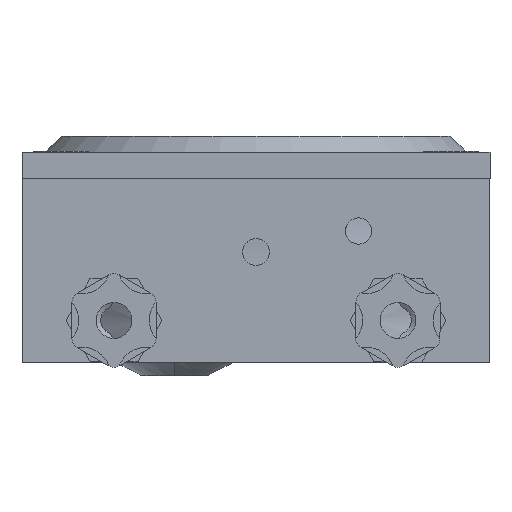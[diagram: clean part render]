
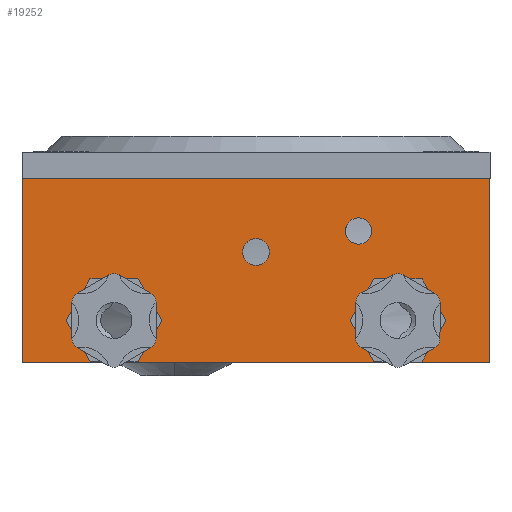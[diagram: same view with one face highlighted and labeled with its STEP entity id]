
A CAD part, front view. The second image highlights one B-rep face of the part: STEP entity #19252.
In plain terms, the highlighted planar face has unit normal (0, -1, 0).
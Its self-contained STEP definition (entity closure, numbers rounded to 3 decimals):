
#525 = AXIS2_PLACEMENT_3D ( 'NONE', #28277, #41657, #24942 ) ;
#1199 = CARTESIAN_POINT ( 'NONE',  ( -66.224, -0.846, 134.75 ) ) ;
#1265 = EDGE_CURVE ( 'NONE', #17147, #28021, #4298, .T. ) ;
#1519 = EDGE_CURVE ( 'NONE', #7884, #34901, #10488, .T. ) ;
#1894 = EDGE_CURVE ( 'NONE', #4131, #22957, #16070, .T. ) ;
#2197 = EDGE_CURVE ( 'NONE', #18873, #31661, #23795, .T. ) ;
#2494 = EDGE_CURVE ( 'NONE', #28021, #17147, #5627, .T. ) ;
#2648 = ORIENTED_EDGE ( 'NONE', *, *, #1519, .F. ) ;
#2690 = CARTESIAN_POINT ( 'NONE',  ( 5.276, -0.846, 112.495 ) ) ;
#2844 = VERTEX_POINT ( 'NONE', #35921 ) ;
#2952 = DIRECTION ( 'NONE',  ( 0., 0., -1. ) ) ;
#3098 = CARTESIAN_POINT ( 'NONE',  ( -2.224, -0.846, 127.25 ) ) ;
#3689 = FACE_BOUND ( 'NONE', #40885, .T. ) ;
#4011 = ORIENTED_EDGE ( 'NONE', *, *, #26753, .F. ) ;
#4131 = VERTEX_POINT ( 'NONE', #2690 ) ;
#4298 = CIRCLE ( 'NONE', #7618, 2.553 ) ;
#4598 = DIRECTION ( 'NONE',  ( 0., -1., 0. ) ) ;
#5590 = EDGE_CURVE ( 'NONE', #23406, #2844, #32937, .T. ) ;
#5627 = CIRCLE ( 'NONE', #15518, 2.553 ) ;
#5799 = ORIENTED_EDGE ( 'NONE', *, *, #29862, .F. ) ;
#6072 = DIRECTION ( 'NONE',  ( 0., -1., 0. ) ) ;
#7158 = ORIENTED_EDGE ( 'NONE', *, *, #2494, .F. ) ;
#7296 = CARTESIAN_POINT ( 'NONE',  ( 5.276, -0.846, 107.75 ) ) ;
#7618 = AXIS2_PLACEMENT_3D ( 'NONE', #35729, #6072, #16000 ) ;
#7884 = VERTEX_POINT ( 'NONE', #40154 ) ;
#8029 = CIRCLE ( 'NONE', #22645, 4.745 ) ;
#8343 = DIRECTION ( 'NONE',  ( 0., 0., -1. ) ) ;
#8589 = CARTESIAN_POINT ( 'NONE',  ( -21.724, -0.846, 118.197 ) ) ;
#10073 = CARTESIAN_POINT ( 'NONE',  ( 22.776, -0.846, 99.75 ) ) ;
#10364 = CARTESIAN_POINT ( 'NONE',  ( -21.724, -0.846, 120.75 ) ) ;
#10488 = CIRCLE ( 'NONE', #35035, 2.5 ) ;
#10706 = CARTESIAN_POINT ( 'NONE',  ( 22.776, -0.846, 134.75 ) ) ;
#11105 = AXIS2_PLACEMENT_3D ( 'NONE', #34787, #4598, #8343 ) ;
#11770 = VECTOR ( 'NONE', #36540, 1000. ) ;
#11950 = FACE_BOUND ( 'NONE', #42294, .T. ) ;
#12348 = VECTOR ( 'NONE', #40303, 1000. ) ;
#12933 = CARTESIAN_POINT ( 'NONE',  ( 5.276, -0.846, 103.005 ) ) ;
#12994 = CIRCLE ( 'NONE', #38958, 4.745 ) ;
#13240 = ORIENTED_EDGE ( 'NONE', *, *, #1265, .F. ) ;
#15046 = ORIENTED_EDGE ( 'NONE', *, *, #5590, .F. ) ;
#15510 = CARTESIAN_POINT ( 'NONE',  ( -21.724, -0.846, 123.303 ) ) ;
#15518 = AXIS2_PLACEMENT_3D ( 'NONE', #10364, #20308, #26958 ) ;
#15667 = DIRECTION ( 'NONE',  ( 0., -1., 0. ) ) ;
#16000 = DIRECTION ( 'NONE',  ( 0., 0., -1. ) ) ;
#16070 = CIRCLE ( 'NONE', #31327, 4.745 ) ;
#16757 = CARTESIAN_POINT ( 'NONE',  ( 22.776, -0.846, 99.75 ) ) ;
#16799 = ORIENTED_EDGE ( 'NONE', *, *, #35692, .F. ) ;
#17147 = VERTEX_POINT ( 'NONE', #15510 ) ;
#17403 = ORIENTED_EDGE ( 'NONE', *, *, #36203, .T. ) ;
#17486 = LINE ( 'NONE', #30384, #12348 ) ;
#17806 = CARTESIAN_POINT ( 'NONE',  ( 22.776, -0.846, 112.75 ) ) ;
#18873 = VERTEX_POINT ( 'NONE', #1199 ) ;
#19039 = VERTEX_POINT ( 'NONE', #24304 ) ;
#19252 = ADVANCED_FACE ( 'NONE', ( #28486, #19690, #11950, #3689, #23333 ), #41879, .T. ) ;
#19571 = CARTESIAN_POINT ( 'NONE',  ( 5.276, -0.846, 107.75 ) ) ;
#19690 = FACE_BOUND ( 'NONE', #37533, .T. ) ;
#20308 = DIRECTION ( 'NONE',  ( 0., -1., 0. ) ) ;
#22110 = DIRECTION ( 'NONE',  ( 0., 0., -1. ) ) ;
#22447 = DIRECTION ( 'NONE',  ( 1., 0., 0. ) ) ;
#22628 = CARTESIAN_POINT ( 'NONE',  ( -2.224, -0.846, 124.75 ) ) ;
#22645 = AXIS2_PLACEMENT_3D ( 'NONE', #19571, #35649, #2952 ) ;
#22957 = VERTEX_POINT ( 'NONE', #12933 ) ;
#23333 = FACE_OUTER_BOUND ( 'NONE', #29087, .T. ) ;
#23406 = VERTEX_POINT ( 'NONE', #16757 ) ;
#23510 = AXIS2_PLACEMENT_3D ( 'NONE', #38674, #34864, #22110 ) ;
#23795 = LINE ( 'NONE', #42057, #34147 ) ;
#24304 = CARTESIAN_POINT ( 'NONE',  ( -48.724, -0.846, 112.495 ) ) ;
#24386 = CIRCLE ( 'NONE', #525, 2.5 ) ;
#24942 = DIRECTION ( 'NONE',  ( 0., 0., -1. ) ) ;
#25143 = VERTEX_POINT ( 'NONE', #28874 ) ;
#26277 = CIRCLE ( 'NONE', #11105, 4.745 ) ;
#26753 = EDGE_CURVE ( 'NONE', #19039, #25143, #12994, .T. ) ;
#26958 = DIRECTION ( 'NONE',  ( 0., 0., -1. ) ) ;
#27419 = CARTESIAN_POINT ( 'NONE',  ( -48.724, -0.846, 107.75 ) ) ;
#27831 = DIRECTION ( 'NONE',  ( 0., 0., 1. ) ) ;
#28021 = VERTEX_POINT ( 'NONE', #8589 ) ;
#28277 = CARTESIAN_POINT ( 'NONE',  ( -2.224, -0.846, 124.75 ) ) ;
#28486 = FACE_BOUND ( 'NONE', #29805, .T. ) ;
#28874 = CARTESIAN_POINT ( 'NONE',  ( -48.724, -0.846, 103.005 ) ) ;
#29087 = EDGE_LOOP ( 'NONE', ( #41247, #16799, #15046, #17403 ) ) ;
#29219 = EDGE_CURVE ( 'NONE', #22957, #4131, #8029, .T. ) ;
#29304 = DIRECTION ( 'NONE',  ( 0., 0., -1. ) ) ;
#29805 = EDGE_LOOP ( 'NONE', ( #37964, #38250 ) ) ;
#29862 = EDGE_CURVE ( 'NONE', #25143, #19039, #26277, .T. ) ;
#30384 = CARTESIAN_POINT ( 'NONE',  ( -66.224, -0.846, 112.75 ) ) ;
#30437 = DIRECTION ( 'NONE',  ( 0., -1., 0. ) ) ;
#31327 = AXIS2_PLACEMENT_3D ( 'NONE', #7296, #30437, #33719 ) ;
#31661 = VERTEX_POINT ( 'NONE', #10706 ) ;
#32740 = ORIENTED_EDGE ( 'NONE', *, *, #34696, .F. ) ;
#32937 = LINE ( 'NONE', #10073, #11770 ) ;
#33719 = DIRECTION ( 'NONE',  ( 0., 0., -1. ) ) ;
#34147 = VECTOR ( 'NONE', #22447, 1000. ) ;
#34339 = DIRECTION ( 'NONE',  ( 0., -1., 0. ) ) ;
#34696 = EDGE_CURVE ( 'NONE', #34901, #7884, #24386, .T. ) ;
#34787 = CARTESIAN_POINT ( 'NONE',  ( -48.724, -0.846, 107.75 ) ) ;
#34864 = DIRECTION ( 'NONE',  ( 0., -1., 0. ) ) ;
#34901 = VERTEX_POINT ( 'NONE', #3098 ) ;
#35035 = AXIS2_PLACEMENT_3D ( 'NONE', #22628, #15667, #29304 ) ;
#35532 = LINE ( 'NONE', #17806, #40779 ) ;
#35649 = DIRECTION ( 'NONE',  ( 0., -1., 0. ) ) ;
#35692 = EDGE_CURVE ( 'NONE', #2844, #18873, #17486, .T. ) ;
#35729 = CARTESIAN_POINT ( 'NONE',  ( -21.724, -0.846, 120.75 ) ) ;
#35921 = CARTESIAN_POINT ( 'NONE',  ( -66.224, -0.846, 99.75 ) ) ;
#36203 = EDGE_CURVE ( 'NONE', #23406, #31661, #35532, .T. ) ;
#36540 = DIRECTION ( 'NONE',  ( -1., 0., 0. ) ) ;
#37533 = EDGE_LOOP ( 'NONE', ( #5799, #4011 ) ) ;
#37964 = ORIENTED_EDGE ( 'NONE', *, *, #29219, .F. ) ;
#38250 = ORIENTED_EDGE ( 'NONE', *, *, #1894, .F. ) ;
#38674 = CARTESIAN_POINT ( 'NONE',  ( -66.224, -0.846, 112.75 ) ) ;
#38958 = AXIS2_PLACEMENT_3D ( 'NONE', #27419, #34339, #41073 ) ;
#40154 = CARTESIAN_POINT ( 'NONE',  ( -2.224, -0.846, 122.25 ) ) ;
#40303 = DIRECTION ( 'NONE',  ( 0., 0., 1. ) ) ;
#40779 = VECTOR ( 'NONE', #27831, 1000. ) ;
#40885 = EDGE_LOOP ( 'NONE', ( #7158, #13240 ) ) ;
#41073 = DIRECTION ( 'NONE',  ( 0., 0., -1. ) ) ;
#41247 = ORIENTED_EDGE ( 'NONE', *, *, #2197, .F. ) ;
#41657 = DIRECTION ( 'NONE',  ( 0., -1., 0. ) ) ;
#41879 = PLANE ( 'NONE',  #23510 ) ;
#42057 = CARTESIAN_POINT ( 'NONE',  ( -66.224, -0.846, 134.75 ) ) ;
#42294 = EDGE_LOOP ( 'NONE', ( #2648, #32740 ) ) ;
